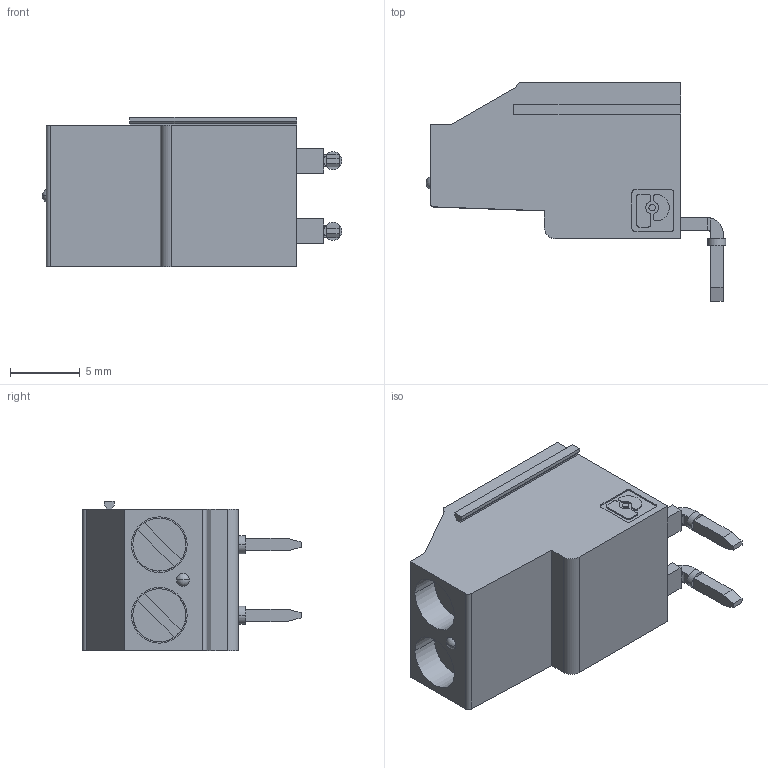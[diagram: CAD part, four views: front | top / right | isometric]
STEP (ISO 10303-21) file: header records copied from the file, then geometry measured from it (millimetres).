
FILE_DESCRIPTION(('SolidDesigner STEP Export'),'1');
FILE_NAME('mkdsf_3-2-5.08.stp','2000-06-28T14:55:10',(''),(''), 'SolidDesigner STEP processor Version: 7.0(Mar 1999)for AP214(CD)(Solid Model)', 'CoCreate SolidDesigner: 07.50 21-Dec-99(C) CoCreate Software GmbH','');
FILE_SCHEMA(('AUTOMOTIVE_DESIGN_CC2 {1 2 10303 214 -1 1 5 1}'));
Length unit declared in the file: millimetre
Products named in the file (2): mkdsf_3-2-5.08
Assembly tree (1 placements, depth 2):
  mkdsf_3-2-5.08
    mkdsf_3-2-5.08
Bounding box: 21.55 x 15.7 x 10.73 mm (x, y, z)
Volume: 1599.2 mm3; surface area: 1221.8 mm2
Topology: 1 solids, 1 shells, 174 faces, 441 edges, 286 vertices
Faces by surface type: plane 119, cylinder 53, sphere 2
Entity records: 6664 total; most frequent: CARTESIAN_POINT 1178, ORIENTED_EDGE 882, DIRECTION 774, EDGE_CURVE 441, VECTOR 322, LINE 322, VERTEX_POINT 286, AXIS2_PLACEMENT_3D 226
